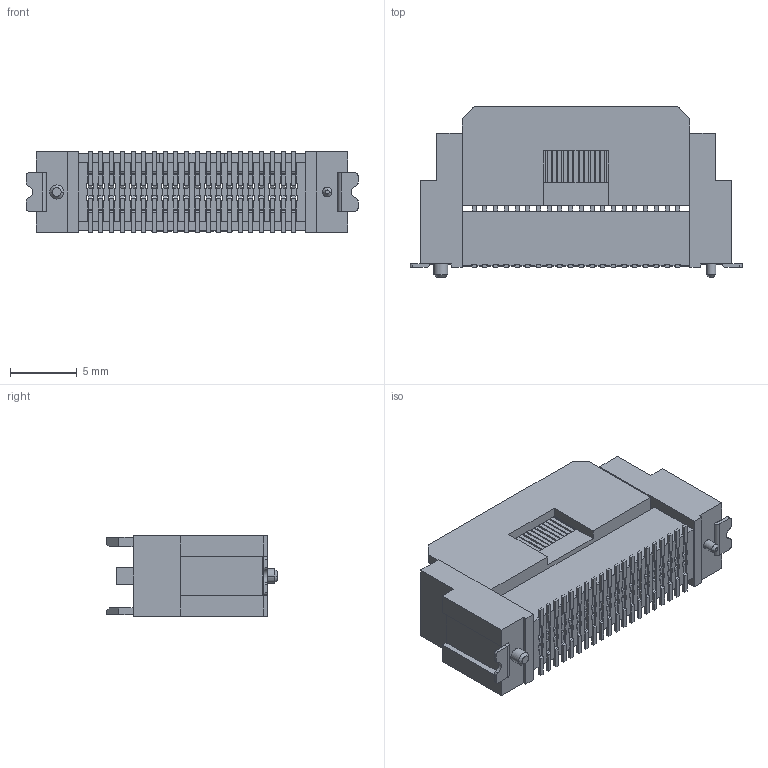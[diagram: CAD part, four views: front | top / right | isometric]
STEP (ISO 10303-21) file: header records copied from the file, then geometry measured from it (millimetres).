
FILE_DESCRIPTION((''),'2;1');
FILE_NAME('ASM0001_ASM','2025-09-26T10:41:27',('gongchengVV'),(''),'CREO PARAMETRIC BY PTC INC, 2020033','CREO PARAMETRIC BY PTC INC, 2020033','');
FILE_SCHEMA(('CONFIG_CONTROL_DESIGN'));
Length unit declared in the file: millimetre
Products named in the file (1): ASM0001_ASM
Bounding box: 24.8 x 12.75 x 6 mm (x, y, z)
Volume: 886.9 mm3; surface area: 2439.2 mm2
Topology: 1 solids, 1 shells, 1567 faces, 4911 edges, 3156 vertices
Faces by surface type: plane 1425, cylinder 138, cone 4
Entity records: 53819 total; most frequent: ORIENTED_EDGE 9822, CARTESIAN_POINT 9634, DIRECTION 8325, EDGE_CURVE 4911, VECTOR 4631, LINE 4631, VERTEX_POINT 3156, AXIS2_PLACEMENT_3D 1847
